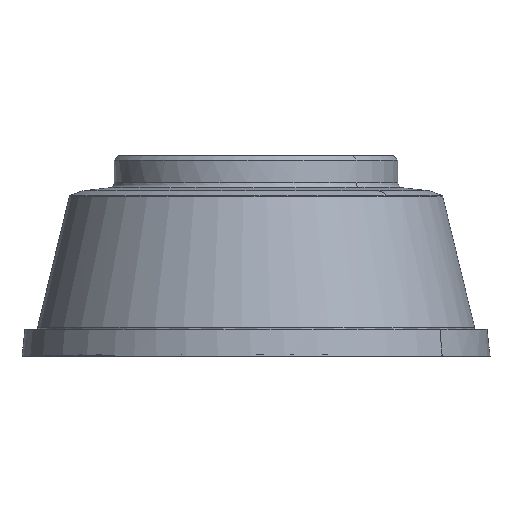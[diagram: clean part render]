
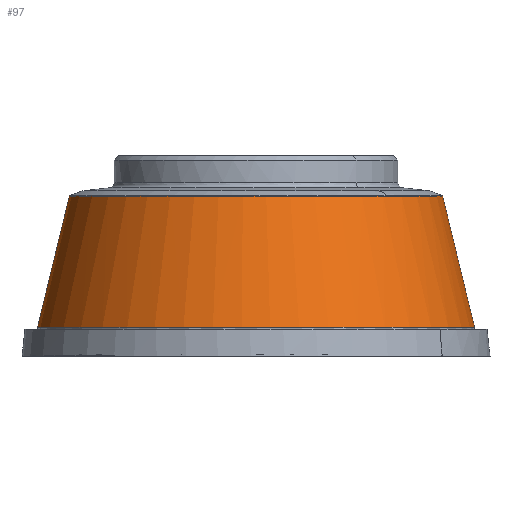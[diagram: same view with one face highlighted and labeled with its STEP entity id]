
A CAD part, front view. The second image highlights one B-rep face of the part: STEP entity #97.
In plain terms, the highlighted free-form (B-spline) face has degree [2, 1] with [9, 2] control points.
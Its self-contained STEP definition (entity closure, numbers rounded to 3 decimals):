
#97=ADVANCED_FACE('',(#165),#1153,.T.);
#165=FACE_OUTER_BOUND('',#245,.T.);
#245=EDGE_LOOP('',(#598,#599,#600,#601));
#598=ORIENTED_EDGE('',*,*,#774,.F.);
#599=ORIENTED_EDGE('',*,*,#778,.T.);
#600=ORIENTED_EDGE('',*,*,#776,.F.);
#601=ORIENTED_EDGE('',*,*,#779,.F.);
#774=EDGE_CURVE('',#1082,#1083,#812,.T.);
#776=EDGE_CURVE('',#1084,#1085,#813,.T.);
#778=EDGE_CURVE('',#1082,#1085,#956,.T.);
#779=EDGE_CURVE('',#1083,#1084,#957,.T.);
#812=B_SPLINE_CURVE_WITH_KNOTS('',1,(#2805,#2806),.UNSPECIFIED.,.F.,.F.,
(2,2),(0.,0.03),.UNSPECIFIED.);
#813=B_SPLINE_CURVE_WITH_KNOTS('',1,(#2812,#2813),.UNSPECIFIED.,.F.,.F.,
(2,2),(0.,0.03),.UNSPECIFIED.);
#956=(
BOUNDED_CURVE()
B_SPLINE_CURVE(2,(#2819,#2820,#2821,#2822,#2823),.UNSPECIFIED.,.F.,.F.)
B_SPLINE_CURVE_WITH_KNOTS((3,2,3),(0.,0.076,0.152),
 .UNSPECIFIED.)
CURVE()
GEOMETRIC_REPRESENTATION_ITEM()
RATIONAL_B_SPLINE_CURVE((1.,0.707,1.,0.707,1.))
REPRESENTATION_ITEM('')
);
#957=(
BOUNDED_CURVE()
B_SPLINE_CURVE(2,(#2824,#2825,#2826,#2827,#2828),.UNSPECIFIED.,.F.,.F.)
B_SPLINE_CURVE_WITH_KNOTS((3,2,3),(-0.13,-0.065,
0.),.UNSPECIFIED.)
CURVE()
GEOMETRIC_REPRESENTATION_ITEM()
RATIONAL_B_SPLINE_CURVE((1.,0.707,1.,0.707,1.))
REPRESENTATION_ITEM('')
);
#1082=VERTEX_POINT('',#2801);
#1083=VERTEX_POINT('',#2802);
#1084=VERTEX_POINT('',#2803);
#1085=VERTEX_POINT('',#2804);
#1153=(
BOUNDED_SURFACE()
B_SPLINE_SURFACE(2,1,((#2783,#2784),(#2785,#2786),(#2787,#2788),(#2789,
#2790),(#2791,#2792),(#2793,#2794),(#2795,#2796),(#2797,#2798),(#2799,#2800)),
 .UNSPECIFIED.,.T.,.F.,.F.)
B_SPLINE_SURFACE_WITH_KNOTS((3,2,2,2,3),(2,2),(0.,1.571,3.142,
4.712,6.283),(0.,0.226),.UNSPECIFIED.)
GEOMETRIC_REPRESENTATION_ITEM()
RATIONAL_B_SPLINE_SURFACE(((1.,1.),(0.707,0.707),
(1.,1.),(0.707,0.707),(1.,1.),(0.707,
0.707),(1.,1.),(0.707,0.707),(1.,1.)))
REPRESENTATION_ITEM('')
SURFACE()
);
#2783=CARTESIAN_POINT('',(0.436,0.,1467.531));
#2784=CARTESIAN_POINT('',(0.436,53.353,1247.925));
#2785=CARTESIAN_POINT('',(0.436,0.,1467.531));
#2786=CARTESIAN_POINT('',(53.789,53.353,1247.925));
#2787=CARTESIAN_POINT('',(0.436,0.,1467.531));
#2788=CARTESIAN_POINT('',(53.789,0.,1247.925));
#2789=CARTESIAN_POINT('',(0.436,0.,1467.531));
#2790=CARTESIAN_POINT('',(53.789,-53.353,1247.925));
#2791=CARTESIAN_POINT('',(0.436,0.,1467.531));
#2792=CARTESIAN_POINT('',(0.436,-53.353,1247.925));
#2793=CARTESIAN_POINT('',(0.436,0.,1467.531));
#2794=CARTESIAN_POINT('',(-52.917,-53.353,1247.925));
#2795=CARTESIAN_POINT('',(0.436,0.,1467.531));
#2796=CARTESIAN_POINT('',(-52.917,0.,1247.925));
#2797=CARTESIAN_POINT('',(0.436,0.,1467.531));
#2798=CARTESIAN_POINT('',(-52.917,53.353,1247.925));
#2799=CARTESIAN_POINT('',(0.436,0.,1467.531));
#2800=CARTESIAN_POINT('',(0.436,53.353,1247.925));
#2801=CARTESIAN_POINT('',(-48.064,0.,1267.9));
#2802=CARTESIAN_POINT('',(-40.994,0.,1297.));
#2803=CARTESIAN_POINT('',(41.866,0.,1297.));
#2804=CARTESIAN_POINT('',(48.936,0.,1267.9));
#2805=CARTESIAN_POINT('',(-48.064,0.,1267.9));
#2806=CARTESIAN_POINT('',(-40.994,0.,1297.));
#2812=CARTESIAN_POINT('',(41.866,0.,1297.));
#2813=CARTESIAN_POINT('',(48.936,0.,1267.9));
#2819=CARTESIAN_POINT('',(-48.064,0.,1267.9));
#2820=CARTESIAN_POINT('',(-48.064,-48.5,1267.9));
#2821=CARTESIAN_POINT('',(0.436,-48.5,1267.9));
#2822=CARTESIAN_POINT('',(48.936,-48.5,1267.9));
#2823=CARTESIAN_POINT('',(48.936,0.,1267.9));
#2824=CARTESIAN_POINT('',(-40.994,0.,1297.));
#2825=CARTESIAN_POINT('',(-40.994,-41.43,1297.));
#2826=CARTESIAN_POINT('',(0.436,-41.43,1297.));
#2827=CARTESIAN_POINT('',(41.866,-41.43,1297.));
#2828=CARTESIAN_POINT('',(41.866,0.,1297.));
